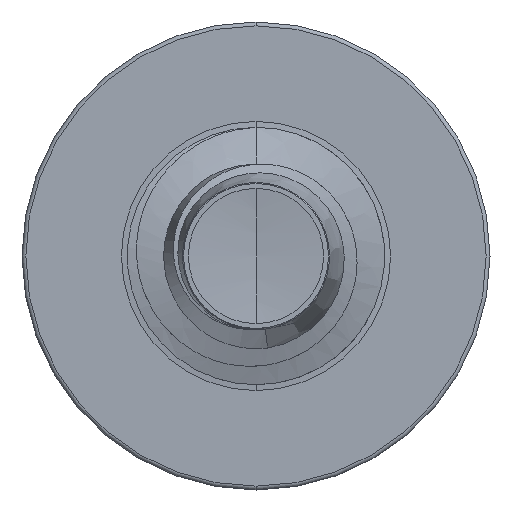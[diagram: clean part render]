
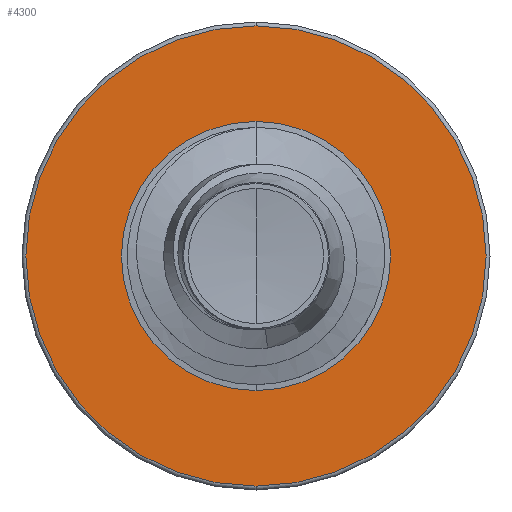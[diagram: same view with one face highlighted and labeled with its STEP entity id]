
A CAD part, front view. The second image highlights one B-rep face of the part: STEP entity #4300.
In plain terms, the highlighted planar face has unit normal (0, -1, 0).
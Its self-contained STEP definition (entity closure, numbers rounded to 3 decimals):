
#573 = ORIENTED_EDGE ( 'NONE', *, *, #1553, .T. ) ;
#924 = CARTESIAN_POINT ( 'NONE',  ( 0., 2.25, 1.967 ) ) ;
#956 = VERTEX_POINT ( 'NONE', #3174 ) ;
#1392 = DIRECTION ( 'NONE',  ( 0., 0., 1. ) ) ;
#1553 = EDGE_CURVE ( 'NONE', #956, #5596, #6023, .T. ) ;
#1559 = DIRECTION ( 'NONE',  ( 0., 1., 0. ) ) ;
#1593 = CARTESIAN_POINT ( 'NONE',  ( 0., 2.25, 0. ) ) ;
#1806 = AXIS2_PLACEMENT_3D ( 'NONE', #7494, #7362, #7348 ) ;
#1922 = AXIS2_PLACEMENT_3D ( 'NONE', #1593, #1559, #1392 ) ;
#1953 = EDGE_CURVE ( 'NONE', #5596, #956, #6382, .T. ) ;
#1985 = DIRECTION ( 'NONE',  ( 0., 0., 1. ) ) ;
#1989 = DIRECTION ( 'NONE',  ( 0., 1., 0. ) ) ;
#1995 = CARTESIAN_POINT ( 'NONE',  ( 0., 2.25, 0. ) ) ;
#2696 = EDGE_LOOP ( 'NONE', ( #573, #6981 ) ) ;
#3174 = CARTESIAN_POINT ( 'NONE',  ( 0., 2.25, 1.15 ) ) ;
#3217 = CARTESIAN_POINT ( 'NONE',  ( 0., 2.25, -1.967 ) ) ;
#3439 = ORIENTED_EDGE ( 'NONE', *, *, #5643, .F. ) ;
#3490 = DIRECTION ( 'NONE',  ( 0., 0., 1. ) ) ;
#3498 = DIRECTION ( 'NONE',  ( 0., 1., 0. ) ) ;
#3510 = CARTESIAN_POINT ( 'NONE',  ( 0., 2.25, 0. ) ) ;
#3815 = VERTEX_POINT ( 'NONE', #924 ) ;
#3863 = CARTESIAN_POINT ( 'NONE',  ( 0., 2.25, -1.15 ) ) ;
#4067 = CIRCLE ( 'NONE', #6470, 1.967 ) ;
#4300 = ADVANCED_FACE ( 'NONE', ( #5858, #4425 ), #7667, .F. ) ;
#4425 = FACE_BOUND ( 'NONE', #2696, .T. ) ;
#5596 = VERTEX_POINT ( 'NONE', #3863 ) ;
#5643 = EDGE_CURVE ( 'NONE', #3815, #5902, #4067, .T. ) ;
#5858 = FACE_OUTER_BOUND ( 'NONE', #6681, .T. ) ;
#5902 = VERTEX_POINT ( 'NONE', #3217 ) ;
#5906 = EDGE_CURVE ( 'NONE', #5902, #3815, #6920, .T. ) ;
#6023 = CIRCLE ( 'NONE', #1922, 1.15 ) ;
#6382 = CIRCLE ( 'NONE', #1806, 1.15 ) ;
#6466 = ORIENTED_EDGE ( 'NONE', *, *, #5906, .F. ) ;
#6470 = AXIS2_PLACEMENT_3D ( 'NONE', #3510, #3498, #3490 ) ;
#6681 = EDGE_LOOP ( 'NONE', ( #3439, #6466 ) ) ;
#6920 = CIRCLE ( 'NONE', #7893, 1.967 ) ;
#6981 = ORIENTED_EDGE ( 'NONE', *, *, #1953, .T. ) ;
#7348 = DIRECTION ( 'NONE',  ( 0., 0., 1. ) ) ;
#7362 = DIRECTION ( 'NONE',  ( 0., 1., 0. ) ) ;
#7494 = CARTESIAN_POINT ( 'NONE',  ( 0., 2.25, 0. ) ) ;
#7648 = DIRECTION ( 'NONE',  ( 0., 0., 1. ) ) ;
#7654 = DIRECTION ( 'NONE',  ( 0., 1., 0. ) ) ;
#7660 = CARTESIAN_POINT ( 'NONE',  ( 0., 2.25, -1.15 ) ) ;
#7667 = PLANE ( 'NONE',  #7844 ) ;
#7844 = AXIS2_PLACEMENT_3D ( 'NONE', #7660, #7654, #7648 ) ;
#7893 = AXIS2_PLACEMENT_3D ( 'NONE', #1995, #1989, #1985 ) ;
